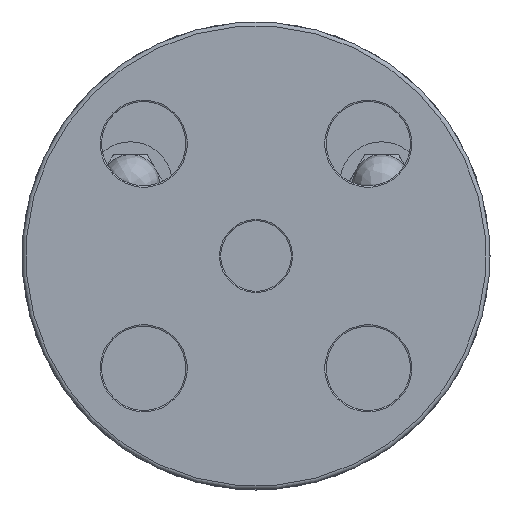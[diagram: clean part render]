
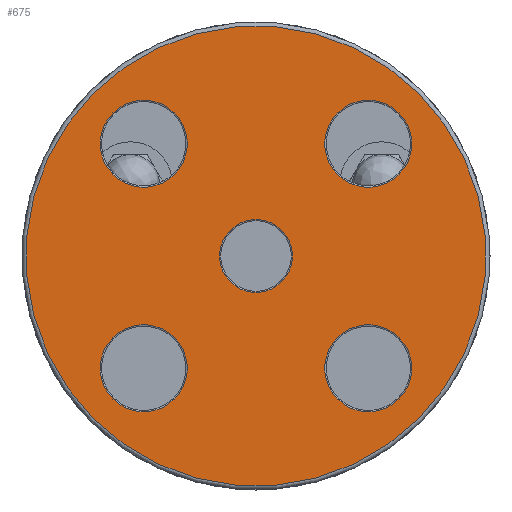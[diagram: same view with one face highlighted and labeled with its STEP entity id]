
A CAD part, front view. The second image highlights one B-rep face of the part: STEP entity #675.
In plain terms, the highlighted planar face has unit normal (0, -1, 0).
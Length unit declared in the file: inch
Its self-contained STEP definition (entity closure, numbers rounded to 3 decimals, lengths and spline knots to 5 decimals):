
#569=CARTESIAN_POINT('',(-1.21622,-1.875,1.21622));
#570=VERTEX_POINT('',#569);
#571=CARTESIAN_POINT('',(0.,-1.875,0.));
#572=DIRECTION('',(0.,1.,0.));
#573=DIRECTION('',(0.707,0.,-0.707));
#574=AXIS2_PLACEMENT_3D('',#571,#572,#573);
#575=CIRCLE('',#574,1.72);
#576=EDGE_CURVE('',#570,#570,#575,.T.);
#612=CARTESIAN_POINT('',(-0.7117,-1.875,0.7117));
#613=DIRECTION('',(0.0,-1.0,0.0));
#614=DIRECTION('',(0.707,0.0,0.707));
#615=AXIS2_PLACEMENT_3D('',#612,#613,#614);
#616=PLANE('',#615);
#617=ORIENTED_EDGE('',*,*,#576,.F.);
#618=EDGE_LOOP('',(#617));
#619=FACE_OUTER_BOUND('',#618,.T.);
#620=CARTESIAN_POINT('',(0.60988,-1.875,1.0695));
#621=VERTEX_POINT('',#620);
#622=CARTESIAN_POINT('',(0.83969,-1.875,0.83969));
#623=DIRECTION('',(0.,-1.,0.));
#624=DIRECTION('',(0.707,0.,-0.707));
#625=AXIS2_PLACEMENT_3D('',#622,#623,#624);
#626=CIRCLE('',#625,0.325);
#627=EDGE_CURVE('',#621,#621,#626,.T.);
#628=ORIENTED_EDGE('',*,*,#627,.F.);
#629=EDGE_LOOP('',(#628));
#630=FACE_BOUND('',#629,.T.);
#631=CARTESIAN_POINT('',(1.0695,-1.875,-0.60988));
#632=VERTEX_POINT('',#631);
#633=CARTESIAN_POINT('',(0.83969,-1.875,-0.83969));
#634=DIRECTION('',(0.,-1.,0.));
#635=DIRECTION('',(-0.707,0.,-0.707));
#636=AXIS2_PLACEMENT_3D('',#633,#634,#635);
#637=CIRCLE('',#636,0.325);
#638=EDGE_CURVE('',#632,#632,#637,.T.);
#639=ORIENTED_EDGE('',*,*,#638,.F.);
#640=EDGE_LOOP('',(#639));
#641=FACE_BOUND('',#640,.T.);
#642=CARTESIAN_POINT('',(-0.60988,-1.875,-1.0695));
#643=VERTEX_POINT('',#642);
#644=CARTESIAN_POINT('',(-0.83969,-1.875,-0.83969));
#645=DIRECTION('',(0.,-1.,0.));
#646=DIRECTION('',(-0.707,0.,0.707));
#647=AXIS2_PLACEMENT_3D('',#644,#645,#646);
#648=CIRCLE('',#647,0.325);
#649=EDGE_CURVE('',#643,#643,#648,.T.);
#650=ORIENTED_EDGE('',*,*,#649,.F.);
#651=EDGE_LOOP('',(#650));
#652=FACE_BOUND('',#651,.T.);
#653=CARTESIAN_POINT('',(-0.19304,-1.875,0.19304));
#654=VERTEX_POINT('',#653);
#655=CARTESIAN_POINT('',(0.,-1.875,0.));
#656=DIRECTION('',(0.,-1.0,0.));
#657=DIRECTION('',(0.707,0.,-0.707));
#658=AXIS2_PLACEMENT_3D('',#655,#656,#657);
#659=CIRCLE('',#658,0.273);
#660=EDGE_CURVE('',#654,#654,#659,.T.);
#661=ORIENTED_EDGE('',*,*,#660,.F.);
#662=EDGE_LOOP('',(#661));
#663=FACE_BOUND('',#662,.T.);
#664=CARTESIAN_POINT('',(-1.0695,-1.875,0.60988));
#665=VERTEX_POINT('',#664);
#666=CARTESIAN_POINT('',(-0.83969,-1.875,0.83969));
#667=DIRECTION('',(0.,-1.,0.));
#668=DIRECTION('',(0.707,0.,0.707));
#669=AXIS2_PLACEMENT_3D('',#666,#667,#668);
#670=CIRCLE('',#669,0.325);
#671=EDGE_CURVE('',#665,#665,#670,.T.);
#672=ORIENTED_EDGE('',*,*,#671,.F.);
#673=EDGE_LOOP('',(#672));
#674=FACE_BOUND('',#673,.T.);
#675=ADVANCED_FACE('',(#619,#630,#641,#652,#663,#674),#616,.T.);
